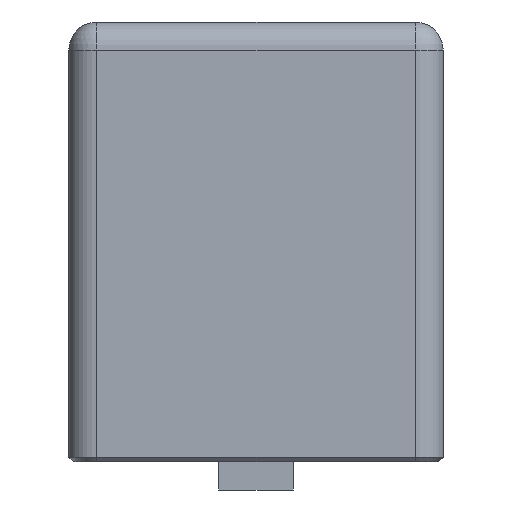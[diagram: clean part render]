
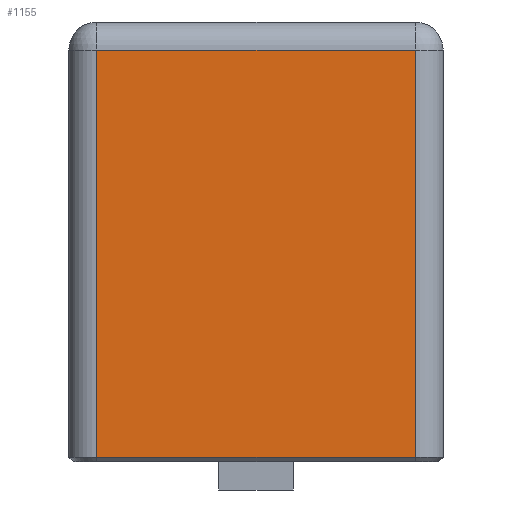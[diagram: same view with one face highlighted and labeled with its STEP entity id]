
A CAD part, left-side view. The second image highlights one B-rep face of the part: STEP entity #1155.
In plain terms, the highlighted planar face has unit normal (-1, 0, 0).
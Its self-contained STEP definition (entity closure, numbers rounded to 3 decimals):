
#148=FACE_OUTER_BOUND($,#226,.T.);
#226=EDGE_LOOP($,(#841,#842,#843,#844));
#333=LINE($,#1719,#437);
#352=LINE($,#1776,#456);
#353=LINE($,#1780,#457);
#354=LINE($,#1781,#458);
#437=VECTOR($,#1358,34.);
#456=VECTOR($,#1417,43.5);
#457=VECTOR($,#1422,43.5);
#458=VECTOR($,#1423,34.);
#541=VERTEX_POINT($,#1716);
#542=VERTEX_POINT($,#1718);
#560=VERTEX_POINT($,#1775);
#561=VERTEX_POINT($,#1779);
#645=EDGE_CURVE($,#541,#542,#333,.T.);
#674=EDGE_CURVE($,#542,#560,#352,.T.);
#676=EDGE_CURVE($,#561,#541,#353,.T.);
#677=EDGE_CURVE($,#560,#561,#354,.T.);
#841=ORIENTED_EDGE($,*,*,#645,.F.);
#842=ORIENTED_EDGE($,*,*,#676,.F.);
#843=ORIENTED_EDGE($,*,*,#677,.F.);
#844=ORIENTED_EDGE($,*,*,#674,.F.);
#1105=PLANE($,#1248);
#1155=ADVANCED_FACE($,(#148),#1105,.T.);
#1248=AXIS2_PLACEMENT_3D($,#1778,#1420,#1421);
#1358=DIRECTION($,(0.,1.,0.));
#1417=DIRECTION($,(0.,0.,1.));
#1420=DIRECTION('center_axis',(-1.,0.,0.));
#1421=DIRECTION('ref_axis',(0.,0.,1.));
#1422=DIRECTION($,(0.,0.,-1.));
#1423=DIRECTION($,(0.,-1.,0.));
#1716=CARTESIAN_POINT('',(-20.408,-28.518,0.5));
#1718=CARTESIAN_POINT('',(-20.408,5.482,0.5));
#1719=CARTESIAN_POINT($,(-20.408,-21.518,0.5));
#1775=CARTESIAN_POINT('',(-20.408,5.482,44.));
#1776=CARTESIAN_POINT($,(-20.408,5.482,0.));
#1778=CARTESIAN_POINT('Origin',(-20.408,-31.518,0.));
#1779=CARTESIAN_POINT('',(-20.408,-28.518,44.));
#1780=CARTESIAN_POINT($,(-20.408,-28.518,0.));
#1781=CARTESIAN_POINT($,(-20.408,-21.518,44.));
